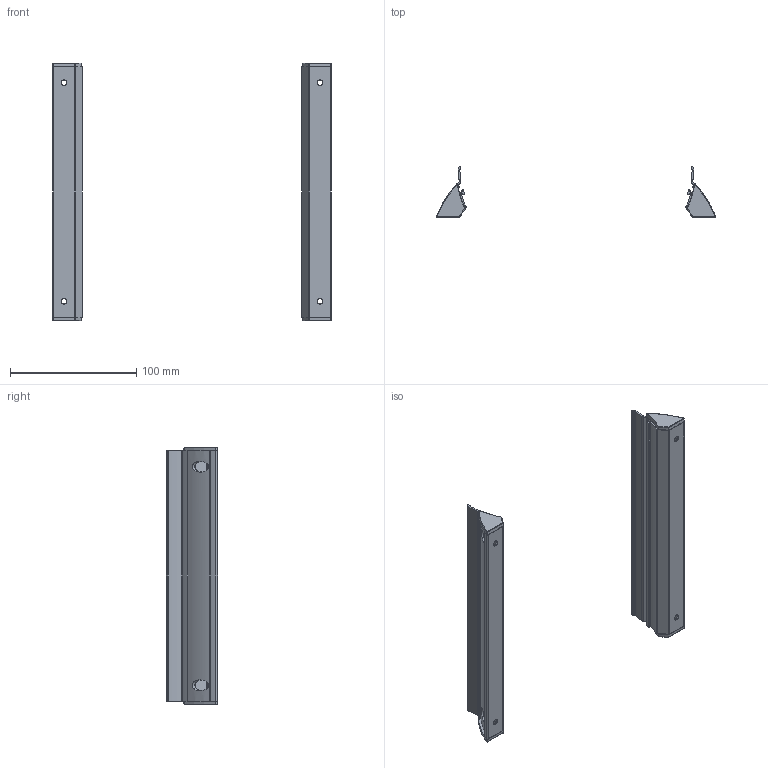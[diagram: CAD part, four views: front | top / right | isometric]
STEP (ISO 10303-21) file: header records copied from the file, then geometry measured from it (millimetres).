
FILE_DESCRIPTION((''),'2;1');
FILE_NAME('94742200_AS 0050-0200-WB 7024.stp','2010-04-13T10:22:13',('kotzmaier'),(''),'Autodesk Inventor 2010','Autodesk Inventor 2010','');
FILE_SCHEMA(('CONFIG_CONTROL_DESIGN'));
Length unit declared in the file: millimetre
Products named in the file (4): AS 0050 WB; 1009844_3D; 1009845_3D; 1009855_3D
Assembly tree (6 placements, depth 2):
  AS 0050 WB
    1009844_3D  x2
    1009845_3D  x2
    1009855_3D  x2
Bounding box: 221.46 x 40.48 x 204.4 mm (x, y, z)
Volume: 53114.5 mm3; surface area: 79083.1 mm2
Topology: 6 solids, 6 shells, 936 faces, 2330 edges, 1404 vertices
Faces by surface type: bspline 492, plane 150, cylinder 144, cone 80, torus 66, sphere 4
Full cylindrical faces by diameter (mm): 4.5 x4, 8.5 x4
Entity records: 17686 total; most frequent: CARTESIAN_POINT 7732, ORIENTED_EDGE 2294, DIRECTION 1717, EDGE_CURVE 1147, VERTEX_POINT 702, AXIS2_PLACEMENT_3D 668, EDGE_LOOP 493, FACE_OUTER_BOUND 468
